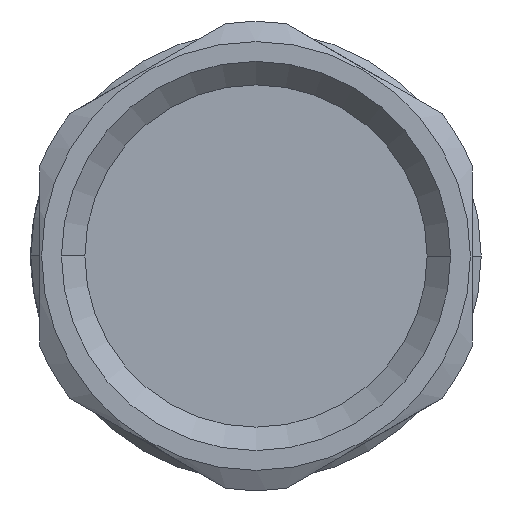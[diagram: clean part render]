
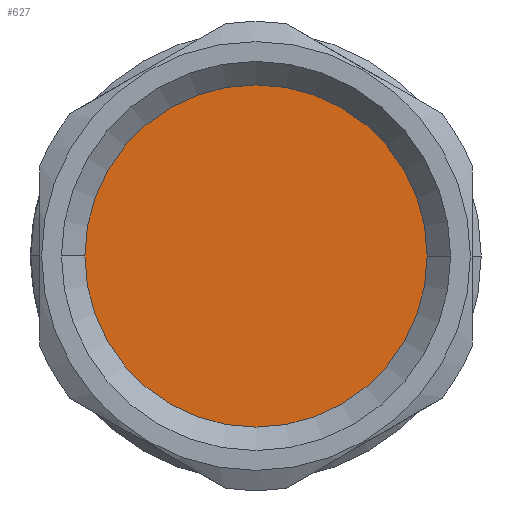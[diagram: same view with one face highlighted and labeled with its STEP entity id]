
A CAD part, left-side view. The second image highlights one B-rep face of the part: STEP entity #627.
In plain terms, the highlighted planar face has unit normal (-1, 0, 0).
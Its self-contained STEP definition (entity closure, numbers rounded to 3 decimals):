
#32 = CARTESIAN_POINT ( 'NONE',  ( -51.3, 0., 0. ) ) ;
#33 = DIRECTION ( 'NONE',  ( -1., 0., 0. ) ) ;
#34 = DIRECTION ( 'NONE',  ( 0., -1., 0. ) ) ;
#245 = PLANE ( 'NONE',  #1848 ) ;
#246 = CARTESIAN_POINT ( 'NONE',  ( -51.3, 0., 0. ) ) ;
#247 = DIRECTION ( 'NONE',  ( -1., 0., 0. ) ) ;
#248 = DIRECTION ( 'NONE',  ( 0., 0., 1. ) ) ;
#304 = EDGE_LOOP ( 'NONE', ( #815, #816 ) ) ;
#395 = FACE_OUTER_BOUND ( 'NONE', #304, .T. ) ;
#539 = EDGE_CURVE ( 'NONE', #744, #755, #1546, .T. ) ;
#627 = ADVANCED_FACE ( 'NONE', ( #395 ), #245, .T. ) ;
#668 = EDGE_CURVE ( 'NONE', #755, #744, #1777, .T. ) ;
#744 = VERTEX_POINT ( 'NONE', #1234 ) ;
#755 = VERTEX_POINT ( 'NONE', #1245 ) ;
#815 = ORIENTED_EDGE ( 'NONE', *, *, #668, .T. ) ;
#816 = ORIENTED_EDGE ( 'NONE', *, *, #539, .T. ) ;
#1138 = CARTESIAN_POINT ( 'NONE',  ( -51.3, 0., 0. ) ) ;
#1139 = DIRECTION ( 'NONE',  ( -1., 0., 0. ) ) ;
#1140 = DIRECTION ( 'NONE',  ( 0., -1., 0. ) ) ;
#1234 = CARTESIAN_POINT ( 'NONE',  ( -51.3, 9.5, 0. ) ) ;
#1245 = CARTESIAN_POINT ( 'NONE',  ( -51.3, -9.5, 0. ) ) ;
#1546 = CIRCLE ( 'NONE', #1568, 9.5 ) ;
#1568 = AXIS2_PLACEMENT_3D ( 'NONE', #32, #33, #34 ) ;
#1777 = CIRCLE ( 'NONE', #1798, 9.5 ) ;
#1798 = AXIS2_PLACEMENT_3D ( 'NONE', #1138, #1139, #1140 ) ;
#1848 = AXIS2_PLACEMENT_3D ( 'NONE', #246, #247, #248 ) ;
